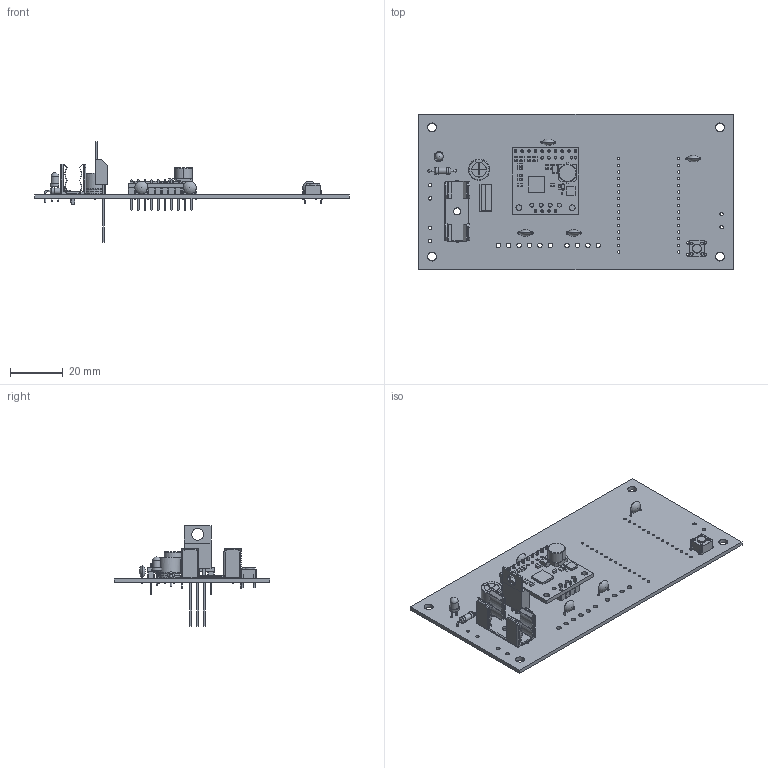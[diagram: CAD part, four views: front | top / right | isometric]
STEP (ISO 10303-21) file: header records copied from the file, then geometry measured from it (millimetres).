
FILE_DESCRIPTION(('KiCad electronic assembly'),'2;1');
FILE_NAME('RWPendulum.step','2025-12-24T18:28:00',('Pcbnew'),('Kicad'), 'Open CASCADE STEP processor 7.9','KiCad to STEP converter','Unknown' );
FILE_SCHEMA(('AUTOMOTIVE_DESIGN { 1 0 10303 214 1 1 1 1 }'));
Length unit declared in the file: millimetre
Products named in the file (16): RWPendulum 1; SW_PUSH_6mm_H4.3mm; C_Disc_D5.0mm_W2.5mm_P5.00mm; L7805CV; Tab; Body; PinsArray; CP_Radial_D8.0mm_P3.50mm; Fuseholder_Cylinder-5x20mm_Schurter_0031_8201_Horizontal_Open; LED_D3.0mm; MD36A_MotorDriver_Header; Barra10Pinos; tb9051ftg_single_brushed_dc_motor_driver_carrier; Slice.1; R_Axial_DIN0207_L6.3mm_D2.5mm_P10.16mm_Horizontal; RWPendulum_PCB
Assembly tree (18 placements, depth 3):
  RWPendulum 1
    SW_PUSH_6mm_H4.3mm
    C_Disc_D5.0mm_W2.5mm_P5.00mm  x4
    L7805CV
      Tab
      Body
      PinsArray
    CP_Radial_D8.0mm_P3.50mm
    Fuseholder_Cylinder-5x20mm_Schurter_0031_8201_Horizontal_Open
    LED_D3.0mm
    MD36A_MotorDriver_Header
      Barra10Pinos
      tb9051ftg_single_brushed_dc_motor_driver_carrier
      Slice.1
    R_Axial_DIN0207_L6.3mm_D2.5mm_P10.16mm_Horizontal
    RWPendulum_PCB
Bounding box: 119.64 x 59.17 x 38.28 mm (x, y, z)
Volume: 13795.3 mm3; surface area: 20986 mm2
Topology: 18 solids, 19 shells, 1717 faces, 4609 edges, 2988 vertices
Faces by surface type: plane 1194, cylinder 314, bspline 177, revolution 14, torus 9, sphere 9
Full cylindrical faces by diameter (mm): 0.002 x1, 0.5 x18, 0.6 x4, 0.8 x12, 0.9 x32, 1 x18, 1.1 x4, 1.3 x8, 1.32 x3, 1.7 x10, 2.25 x1, 2.5 x2, 2.7 x2, 3 x1, 3.4 x4, 3.5 x1, 4.4 x1
Entity records: 67652 total; most frequent: CARTESIAN_POINT 17499, ORIENTED_EDGE 9066, DIRECTION 7809, EDGE_CURVE 4533, LINE 3497, VECTOR 3497, VERTEX_POINT 2946, AXIS2_PLACEMENT_3D 2152
